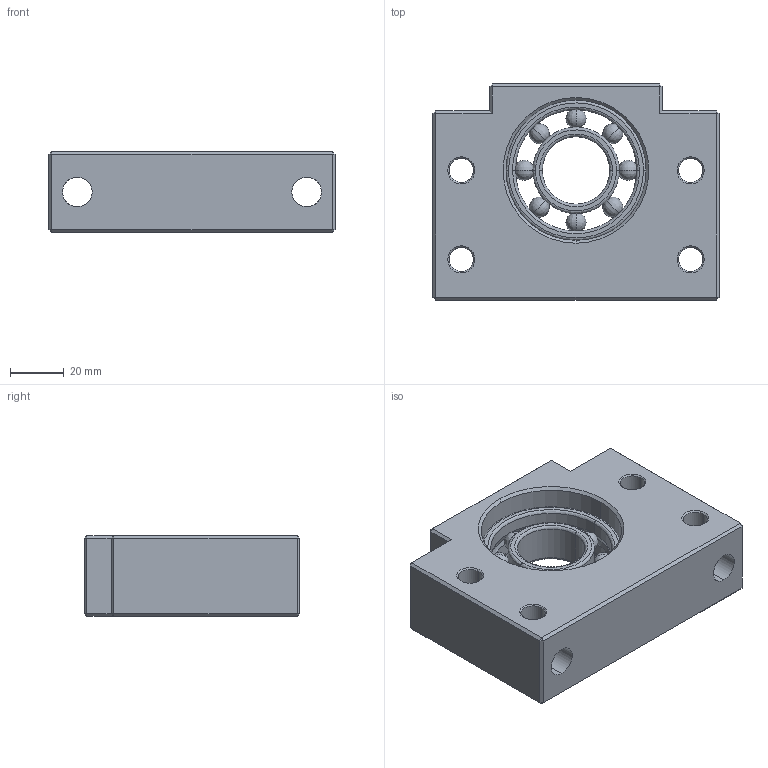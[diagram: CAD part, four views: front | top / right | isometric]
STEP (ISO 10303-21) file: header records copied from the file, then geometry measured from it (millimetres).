
FILE_DESCRIPTION (( 'STEP AP214' ), '1' );
FILE_NAME ('BFN25-Rollco.step', '2023-04-27T09:35:24', ( '' ), ( '' ), 'SwSTEP 2.0', 'SolidWorks 2010', '' );
FILE_SCHEMA (( 'AUTOMOTIVE_DESIGN' ));
Length unit declared in the file: millimetre
Products named in the file (3): BF25; BFN25_Bearing; BFN25-Rollco
Assembly tree (2 placements, depth 2):
  BFN25-Rollco
    BFN25_Bearing
    BF25
Bounding box: 106 x 80 x 30 mm (x, y, z)
Volume: 170076.2 mm3; surface area: 43287.8 mm2
Topology: 11 solids, 11 shells, 150 faces, 372 edges, 206 vertices
Faces by surface type: plane 50, bspline 38, cylinder 38, cone 24
Entity records: 5305 total; most frequent: CARTESIAN_POINT 1863, ORIENTED_EDGE 680, DIRECTION 662, EDGE_CURVE 340, AXIS2_PLACEMENT_3D 253, VERTEX_POINT 206, EDGE_LOOP 170, VECTOR 156
